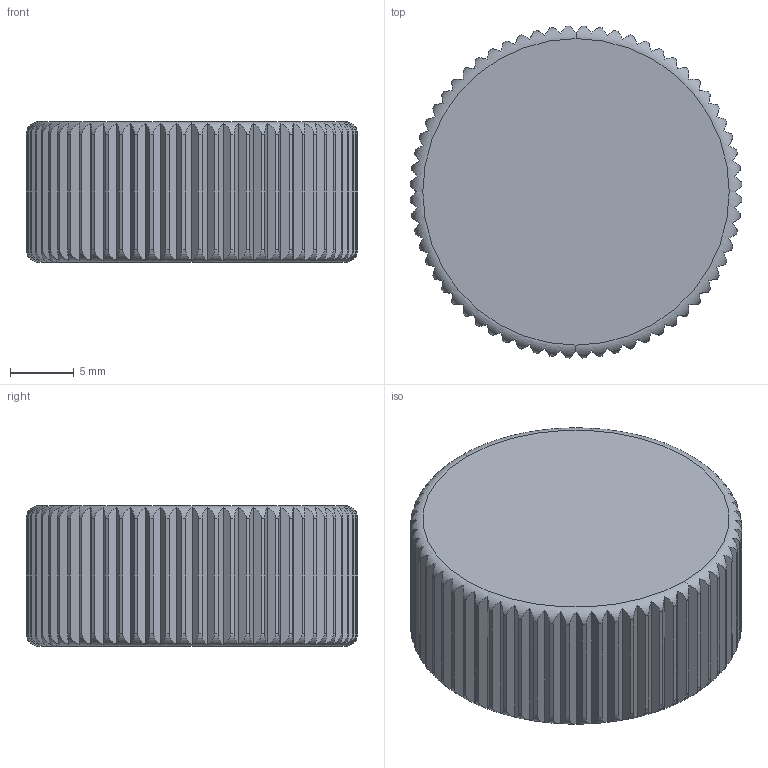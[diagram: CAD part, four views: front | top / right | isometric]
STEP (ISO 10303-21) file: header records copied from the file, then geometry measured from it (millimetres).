
FILE_DESCRIPTION((''),'2;1');
FILE_NAME('RC-Z2104_1604260','2013-10-18T',('vbengel'),(''),'PRO/ENGINEER BY PARAMETRIC TECHNOLOGY CORPORATION, 2012480','PRO/ENGINEER BY PARAMETRIC TECHNOLOGY CORPORATION, 2012480','');
FILE_SCHEMA(('AUTOMOTIVE_DESIGN { 1 0 10303 214 1 1 1 1 }'));
Length unit declared in the file: millimetre
Products named in the file (1): RC-Z2104_1604260
Bounding box: 25.98 x 25.98 x 11 mm (x, y, z)
Volume: 1666.6 mm3; surface area: 3294.3 mm2
Topology: 1 solids, 1 shells, 232 faces, 668 edges, 442 vertices
Faces by surface type: plane 134, cylinder 80, bspline 10, torus 4, cone 4
Entity records: 12864 total; most frequent: CARTESIAN_POINT 7089, ORIENTED_EDGE 1336, DIRECTION 971, EDGE_CURVE 668, VERTEX_POINT 442, AXIS2_PLACEMENT_3D 378, B_SPLINE_CURVE_WITH_KNOTS 297, EDGE_LOOP 236
